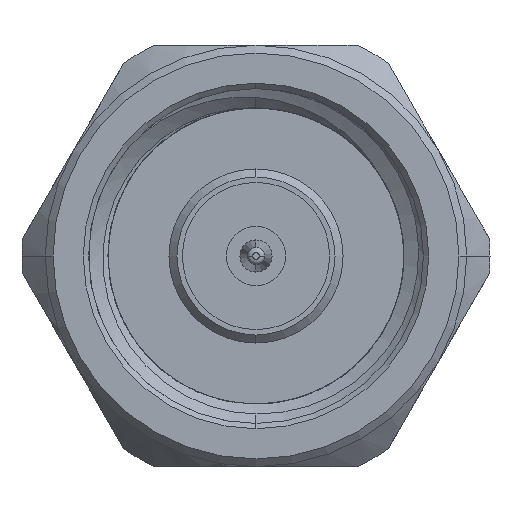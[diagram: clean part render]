
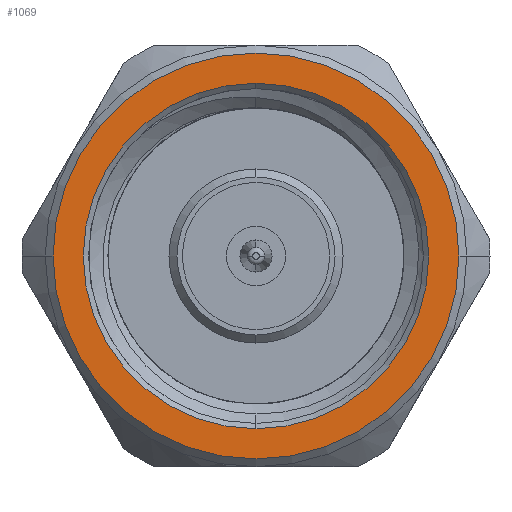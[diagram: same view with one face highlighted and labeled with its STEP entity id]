
A CAD part, left-side view. The second image highlights one B-rep face of the part: STEP entity #1069.
In plain terms, the highlighted planar face has unit normal (-1, 0, 0).
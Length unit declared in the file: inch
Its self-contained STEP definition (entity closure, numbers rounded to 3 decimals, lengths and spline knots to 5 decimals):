
#101 = ORIENTED_EDGE ( 'NONE', *, *, #3750, .T. ) ;
#190 = EDGE_CURVE ( 'NONE', #5663, #3035, #2652, .T. ) ;
#356 = CARTESIAN_POINT ( 'NONE',  ( 0., 0.37891, 0. ) ) ;
#438 = DIRECTION ( 'NONE',  ( 0., -1., 0. ) ) ;
#658 = DIRECTION ( 'NONE',  ( 0., -1., 0. ) ) ;
#710 = AXIS2_PLACEMENT_3D ( 'NONE', #3517, #2085, #658 ) ;
#1069 = ADVANCED_FACE ( 'NONE', ( #1701, #5698 ), #1473, .T. ) ;
#1125 = EDGE_LOOP ( 'NONE', ( #101, #3838 ) ) ;
#1408 = VERTEX_POINT ( 'NONE', #356 ) ;
#1409 = AXIS2_PLACEMENT_3D ( 'NONE', #4778, #1894, #438 ) ;
#1418 = AXIS2_PLACEMENT_3D ( 'NONE', #2610, #4612, #1681 ) ;
#1473 = PLANE ( 'NONE',  #5428 ) ;
#1681 = DIRECTION ( 'NONE',  ( 0., -1., 0. ) ) ;
#1701 = FACE_BOUND ( 'NONE', #1775, .T. ) ;
#1775 = EDGE_LOOP ( 'NONE', ( #4840, #3720 ) ) ;
#1894 = DIRECTION ( 'NONE',  ( -1., 0., 0. ) ) ;
#1955 = AXIS2_PLACEMENT_3D ( 'NONE', #5782, #2970, #3471 ) ;
#2085 = DIRECTION ( 'NONE',  ( -1., 0., 0. ) ) ;
#2610 = CARTESIAN_POINT ( 'NONE',  ( 0., 0., 0. ) ) ;
#2652 = CIRCLE ( 'NONE', #1418, 0.3225 ) ;
#2970 = DIRECTION ( 'NONE',  ( 1., 0., 0. ) ) ;
#2997 = EDGE_CURVE ( 'NONE', #5236, #1408, #5234, .T. ) ;
#3035 = VERTEX_POINT ( 'NONE', #4872 ) ;
#3095 = CARTESIAN_POINT ( 'NONE',  ( 0., 0.38809, 0. ) ) ;
#3164 = DIRECTION ( 'NONE',  ( -1., 0., 0. ) ) ;
#3471 = DIRECTION ( 'NONE',  ( 0., -1., 0. ) ) ;
#3517 = CARTESIAN_POINT ( 'NONE',  ( 0., 0., 0. ) ) ;
#3720 = ORIENTED_EDGE ( 'NONE', *, *, #5912, .T. ) ;
#3750 = EDGE_CURVE ( 'NONE', #1408, #5236, #3814, .T. ) ;
#3814 = CIRCLE ( 'NONE', #710, 0.37891 ) ;
#3838 = ORIENTED_EDGE ( 'NONE', *, *, #2997, .T. ) ;
#4103 = DIRECTION ( 'NONE',  ( 0., -1., 0. ) ) ;
#4139 = CIRCLE ( 'NONE', #1955, 0.3225 ) ;
#4612 = DIRECTION ( 'NONE',  ( 1., 0., 0. ) ) ;
#4778 = CARTESIAN_POINT ( 'NONE',  ( 0., 0., 0. ) ) ;
#4840 = ORIENTED_EDGE ( 'NONE', *, *, #190, .T. ) ;
#4872 = CARTESIAN_POINT ( 'NONE',  ( 0., 0., -0.3225 ) ) ;
#5234 = CIRCLE ( 'NONE', #1409, 0.37891 ) ;
#5236 = VERTEX_POINT ( 'NONE', #6204 ) ;
#5428 = AXIS2_PLACEMENT_3D ( 'NONE', #3095, #3164, #4103 ) ;
#5663 = VERTEX_POINT ( 'NONE', #6009 ) ;
#5698 = FACE_OUTER_BOUND ( 'NONE', #1125, .T. ) ;
#5782 = CARTESIAN_POINT ( 'NONE',  ( 0., 0., 0. ) ) ;
#5912 = EDGE_CURVE ( 'NONE', #3035, #5663, #4139, .T. ) ;
#6009 = CARTESIAN_POINT ( 'NONE',  ( 0., 0., 0.3225 ) ) ;
#6204 = CARTESIAN_POINT ( 'NONE',  ( 0., -0.37891, 0. ) ) ;
